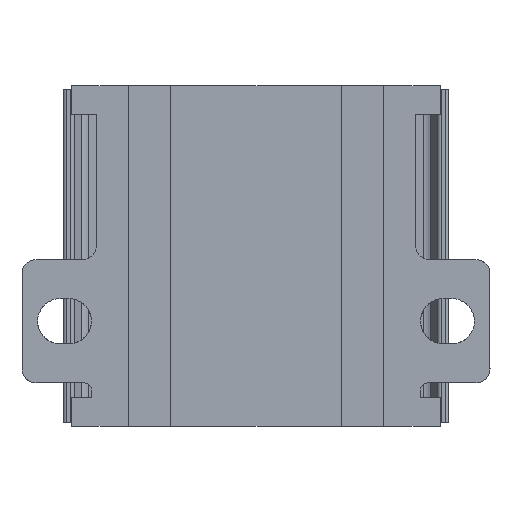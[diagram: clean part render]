
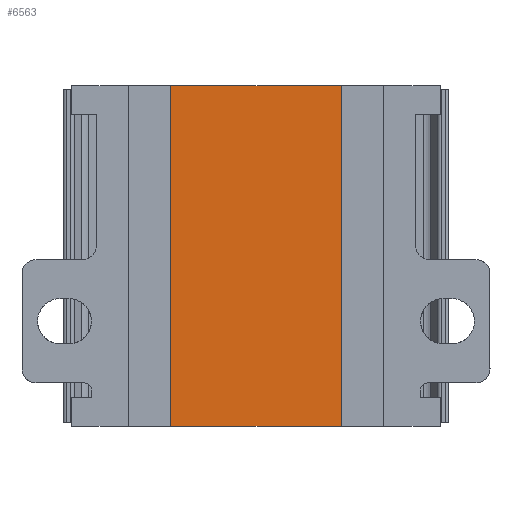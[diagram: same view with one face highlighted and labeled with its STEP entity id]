
A CAD part, front view. The second image highlights one B-rep face of the part: STEP entity #6563.
In plain terms, the highlighted planar face has unit normal (0, -1, 0).
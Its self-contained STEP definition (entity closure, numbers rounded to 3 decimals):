
#2234=DIRECTION('',(0.,0.,1.));
#2235=VECTOR('',#2234,48.);
#2236=CARTESIAN_POINT('',(12.,-36.05,-24.));
#2237=LINE('',#2236,#2235);
#2242=DIRECTION('',(1.,0.,0.));
#2243=VECTOR('',#2242,24.);
#2244=CARTESIAN_POINT('',(-12.,-36.05,-24.));
#2245=LINE('',#2244,#2243);
#2246=DIRECTION('',(0.,0.,1.));
#2247=VECTOR('',#2246,48.);
#2248=CARTESIAN_POINT('',(-12.,-36.05,-24.));
#2249=LINE('',#2248,#2247);
#2250=DIRECTION('',(1.,0.,0.));
#2251=VECTOR('',#2250,24.);
#2252=CARTESIAN_POINT('',(-12.,-36.05,24.));
#2253=LINE('',#2252,#2251);
#2950=CARTESIAN_POINT('',(-12.,-36.05,-24.));
#2951=CARTESIAN_POINT('',(12.,-36.05,-24.));
#2952=VERTEX_POINT('',#2950);
#2953=VERTEX_POINT('',#2951);
#2954=CARTESIAN_POINT('',(-12.,-36.05,24.));
#2955=CARTESIAN_POINT('',(12.,-36.05,24.));
#2956=VERTEX_POINT('',#2954);
#2957=VERTEX_POINT('',#2955);
#6551=CARTESIAN_POINT('',(-12.,-36.05,-24.));
#6552=DIRECTION('',(0.,-1.,0.));
#6553=DIRECTION('',(1.,0.,0.));
#6554=AXIS2_PLACEMENT_3D('',#6551,#6552,#6553);
#6555=PLANE('',#6554);
#6556=ORIENTED_EDGE('',*,*,#4036,.F.);
#6558=ORIENTED_EDGE('',*,*,#6557,.T.);
#6559=ORIENTED_EDGE('',*,*,#4154,.T.);
#6560=ORIENTED_EDGE('',*,*,#6544,.F.);
#6561=EDGE_LOOP('',(#6556,#6558,#6559,#6560));
#6562=FACE_OUTER_BOUND('',#6561,.F.);
#4036=EDGE_CURVE('',#2952,#2953,#2245,.T.);
#4154=EDGE_CURVE('',#2956,#2957,#2253,.T.);
#6544=EDGE_CURVE('',#2953,#2957,#2237,.T.);
#6557=EDGE_CURVE('',#2952,#2956,#2249,.T.);
#6563=ADVANCED_FACE('',(#6562),#6555,.T.);
